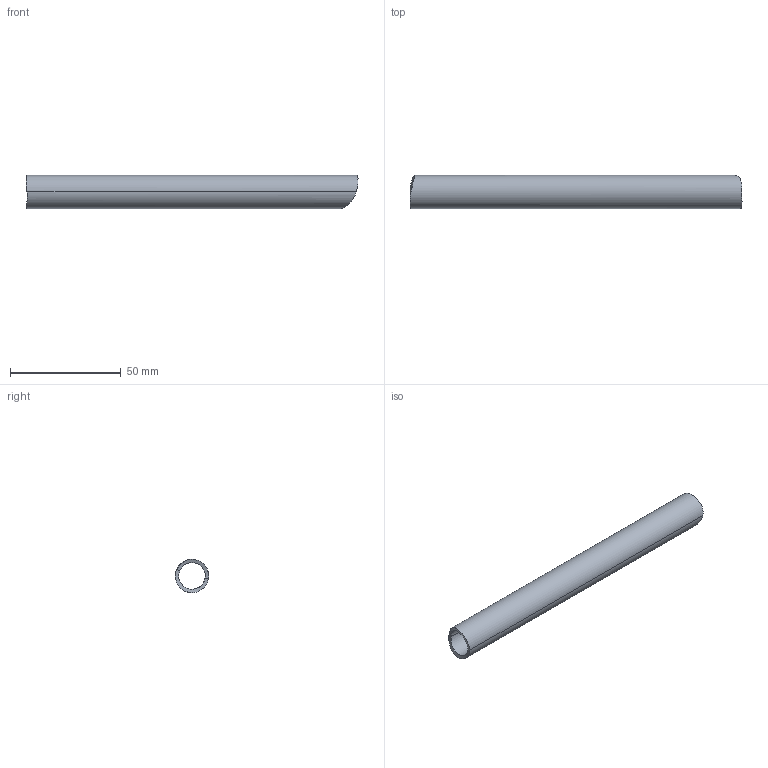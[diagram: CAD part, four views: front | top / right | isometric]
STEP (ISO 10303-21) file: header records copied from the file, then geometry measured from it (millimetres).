
FILE_DESCRIPTION(('STEP AP214'),'1');
FILE_NAME('301.stp','2019-12-11T21:27:51',(' '),(' '),'Spatial InterOp 3D',' ',' ');
FILE_SCHEMA(('AUTOMOTIVE_DESIGN { 1 0 10303 214 1 1 1 1 }'));
Length unit declared in the file: metre
Products named in the file (1): PartBody/Pocket.5
Bounding box: 149.82 x 15 x 14.99 mm (x, y, z)
Volume: 9269.4 mm3; surface area: 12504.6 mm2
Topology: 1 solids, 1 shells, 7 faces, 19 edges, 14 vertices
Faces by surface type: cylinder 7
Entity records: 645 total; most frequent: CARTESIAN_POINT 320, ORIENTED_EDGE 38, DIRECTION 24, STYLED_ITEM 23, PRESENTATION_STYLE_ASSIGNMENT 23, COLOUR_RGB 23, EDGE_CURVE 19, CURVE_STYLE 13
